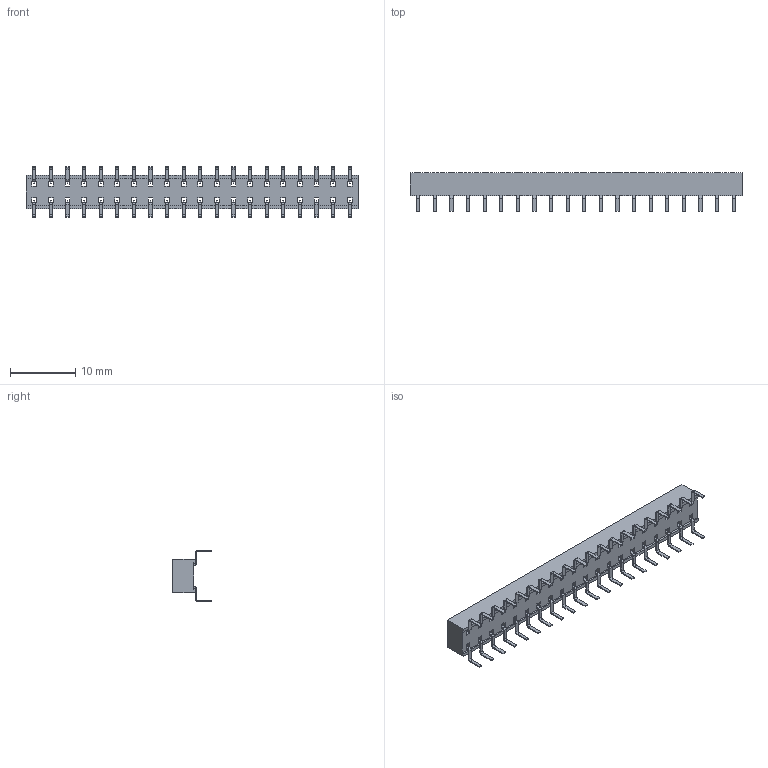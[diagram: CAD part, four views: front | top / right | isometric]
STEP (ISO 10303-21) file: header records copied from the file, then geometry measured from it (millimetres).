
FILE_DESCRIPTION( ( 'STEP AP203' ), '1' );
FILE_NAME( 'HLE-120-02-F-DV-PE-BE.stp', '2021-07-13T01:34:28', ( 'License CC BY-ND 4.0' ), ( 'CADENAS' ), ' ', 'PARTsolutions', ' ' );
FILE_SCHEMA( ( 'CONFIG_CONTROL_DESIGN' ) );
Length unit declared in the file: inch
Products named in the file (3): HLE-120-02-F-DV-PE-BE; _HLE-120-02-DV_socket; _C-132-12-20-DV-PE
Assembly tree (2 placements, depth 2):
  HLE-120-02-F-DV-PE-BE
    _HLE-120-02-DV_socket
    _C-132-12-20-DV-PE
Bounding box: 50.8 x 5.94 x 7.77 mm (x, y, z)
Volume: 1030.4 mm3; surface area: 2666.8 mm2
Topology: 2 solids, 2 shells, 1307 faces, 3692 edges, 2408 vertices
Faces by surface type: plane 1147, cylinder 160
Entity records: 41990 total; most frequent: CARTESIAN_POINT 7410, ORIENTED_EDGE 7384, DIRECTION 6632, EDGE_CURVE 3692, LINE 3372, VECTOR 3372, VERTEX_POINT 2408, AXIS2_PLACEMENT_3D 1630
